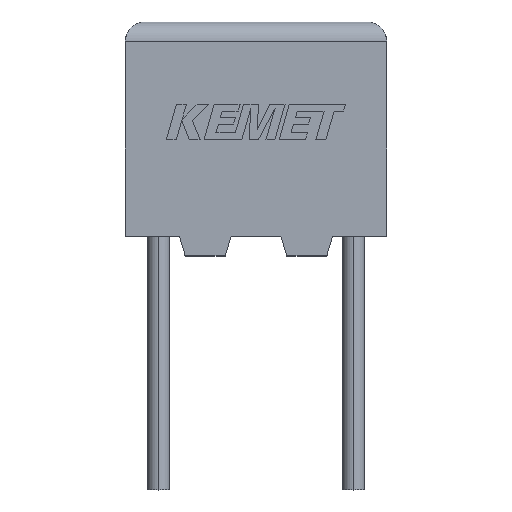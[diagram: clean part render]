
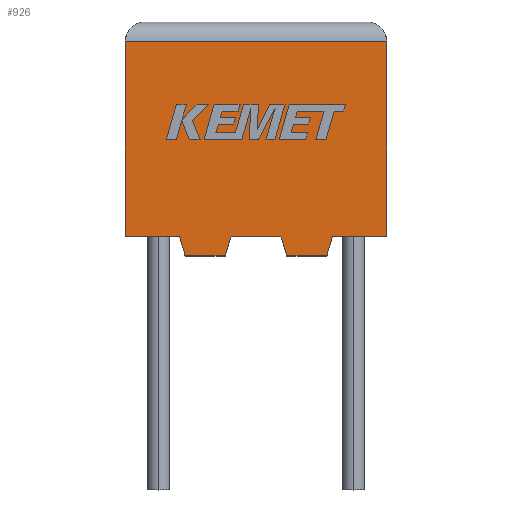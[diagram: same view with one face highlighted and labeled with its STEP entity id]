
A CAD part, top view. The second image highlights one B-rep face of the part: STEP entity #926.
In plain terms, the highlighted planar face has unit normal (0, 0, 1).
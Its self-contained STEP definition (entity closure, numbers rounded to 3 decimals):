
#10 = EDGE_CURVE ( 'NONE', #3083, #267, #1360, .T. ) ;
#51 = VERTEX_POINT ( 'NONE', #609 ) ;
#101 = CARTESIAN_POINT ( 'NONE',  ( 1.386, 0., 2. ) ) ;
#154 = VERTEX_POINT ( 'NONE', #1193 ) ;
#163 = ORIENTED_EDGE ( 'NONE', *, *, #2788, .T. ) ;
#226 = ORIENTED_EDGE ( 'NONE', *, *, #481, .T. ) ;
#267 = VERTEX_POINT ( 'NONE', #1446 ) ;
#296 = VECTOR ( 'NONE', #1679, 1000. ) ;
#314 = DIRECTION ( 'NONE',  ( 1., 0., 0. ) ) ;
#317 = DIRECTION ( 'NONE',  ( -1., 0., 0. ) ) ;
#330 = CARTESIAN_POINT ( 'NONE',  ( 2.561, -0.5, 2. ) ) ;
#340 = DIRECTION ( 'NONE',  ( -1., 0., 0. ) ) ;
#342 = VERTEX_POINT ( 'NONE', #1502 ) ;
#350 = CARTESIAN_POINT ( 'NONE',  ( 0., 0., 2. ) ) ;
#355 = VERTEX_POINT ( 'NONE', #3026 ) ;
#390 = CARTESIAN_POINT ( 'NONE',  ( 5.164, -0.5, 2. ) ) ;
#391 = VERTEX_POINT ( 'NONE', #1534 ) ;
#392 = ORIENTED_EDGE ( 'NONE', *, *, #948, .T. ) ;
#408 = VECTOR ( 'NONE', #2308, 1000. ) ;
#481 = EDGE_CURVE ( 'NONE', #2217, #391, #2157, .T. ) ;
#505 = VERTEX_POINT ( 'NONE', #934 ) ;
#513 = VECTOR ( 'NONE', #2360, 1000. ) ;
#568 = LINE ( 'NONE', #2292, #408 ) ;
#572 = ORIENTED_EDGE ( 'NONE', *, *, #953, .T. ) ;
#588 = LINE ( 'NONE', #601, #3166 ) ;
#601 = CARTESIAN_POINT ( 'NONE',  ( 4.139, -0.5, 2. ) ) ;
#609 = CARTESIAN_POINT ( 'NONE',  ( 5.164, -0.5, 2. ) ) ;
#673 = CARTESIAN_POINT ( 'NONE',  ( 5.314, 0., 2. ) ) ;
#704 = EDGE_CURVE ( 'NONE', #1930, #267, #588, .T. ) ;
#895 = VERTEX_POINT ( 'NONE', #2230 ) ;
#926 = ADVANCED_FACE ( 'NONE', ( #1188 ), #988, .F. ) ;
#934 = CARTESIAN_POINT ( 'NONE',  ( 5.314, 0., 2. ) ) ;
#948 = EDGE_CURVE ( 'NONE', #355, #2217, #568, .T. ) ;
#953 = EDGE_CURVE ( 'NONE', #391, #154, #1525, .T. ) ;
#965 = CARTESIAN_POINT ( 'NONE',  ( 0., 0., 2. ) ) ;
#988 = PLANE ( 'NONE',  #1859 ) ;
#1008 = ORIENTED_EDGE ( 'NONE', *, *, #2535, .T. ) ;
#1030 = VECTOR ( 'NONE', #314, 1000. ) ;
#1032 = CARTESIAN_POINT ( 'NONE',  ( 0., 0., 2. ) ) ;
#1044 = EDGE_CURVE ( 'NONE', #895, #342, #2103, .T. ) ;
#1120 = DIRECTION ( 'NONE',  ( 0.287, 0.958, 0. ) ) ;
#1138 = VECTOR ( 'NONE', #317, 1000. ) ;
#1188 = FACE_OUTER_BOUND ( 'NONE', #2557, .T. ) ;
#1193 = CARTESIAN_POINT ( 'NONE',  ( 1.536, -0.5, 2. ) ) ;
#1197 = CARTESIAN_POINT ( 'NONE',  ( 4.139, -0.5, 2. ) ) ;
#1222 = VECTOR ( 'NONE', #2936, 1000. ) ;
#1250 = ORIENTED_EDGE ( 'NONE', *, *, #1044, .T. ) ;
#1293 = CARTESIAN_POINT ( 'NONE',  ( 0., 5., 2. ) ) ;
#1296 = CARTESIAN_POINT ( 'NONE',  ( 2.561, -0.5, 2. ) ) ;
#1300 = DIRECTION ( 'NONE',  ( 0., 1., 0. ) ) ;
#1324 = VECTOR ( 'NONE', #1325, 1000. ) ;
#1325 = DIRECTION ( 'NONE',  ( 1., 0., 0. ) ) ;
#1360 = LINE ( 'NONE', #350, #1324 ) ;
#1414 = ORIENTED_EDGE ( 'NONE', *, *, #2107, .T. ) ;
#1446 = CARTESIAN_POINT ( 'NONE',  ( 3.989, 0., 2. ) ) ;
#1502 = CARTESIAN_POINT ( 'NONE',  ( 6.7, 5., 2. ) ) ;
#1524 = ORIENTED_EDGE ( 'NONE', *, *, #2023, .T. ) ;
#1525 = LINE ( 'NONE', #101, #2172 ) ;
#1534 = CARTESIAN_POINT ( 'NONE',  ( 1.386, 0., 2. ) ) ;
#1547 = DIRECTION ( 'NONE',  ( 0.287, -0.958, 0. ) ) ;
#1635 = CARTESIAN_POINT ( 'NONE',  ( 0., 0., 2. ) ) ;
#1667 = CARTESIAN_POINT ( 'NONE',  ( 2.711, 0., 2. ) ) ;
#1679 = DIRECTION ( 'NONE',  ( 1., 0., 0. ) ) ;
#1701 = VECTOR ( 'NONE', #1120, 1000. ) ;
#1745 = VECTOR ( 'NONE', #1300, 1000. ) ;
#1817 = CARTESIAN_POINT ( 'NONE',  ( 6.7, 0., 2. ) ) ;
#1852 = LINE ( 'NONE', #2540, #1030 ) ;
#1859 = AXIS2_PLACEMENT_3D ( 'NONE', #3033, #2568, #340 ) ;
#1913 = ORIENTED_EDGE ( 'NONE', *, *, #704, .F. ) ;
#1930 = VERTEX_POINT ( 'NONE', #1197 ) ;
#2023 = EDGE_CURVE ( 'NONE', #505, #895, #2260, .T. ) ;
#2060 = LINE ( 'NONE', #1293, #1138 ) ;
#2086 = LINE ( 'NONE', #1296, #1701 ) ;
#2103 = LINE ( 'NONE', #1817, #1745 ) ;
#2107 = EDGE_CURVE ( 'NONE', #2781, #3083, #2086, .T. ) ;
#2113 = EDGE_CURVE ( 'NONE', #51, #1930, #2618, .T. ) ;
#2157 = LINE ( 'NONE', #1635, #296 ) ;
#2172 = VECTOR ( 'NONE', #1547, 1000. ) ;
#2217 = VERTEX_POINT ( 'NONE', #965 ) ;
#2230 = CARTESIAN_POINT ( 'NONE',  ( 6.7, 0., 2. ) ) ;
#2260 = LINE ( 'NONE', #1032, #2698 ) ;
#2292 = CARTESIAN_POINT ( 'NONE',  ( 0., 0., 2. ) ) ;
#2308 = DIRECTION ( 'NONE',  ( 0., -1., 0. ) ) ;
#2360 = DIRECTION ( 'NONE',  ( -1., 0., 0. ) ) ;
#2452 = ORIENTED_EDGE ( 'NONE', *, *, #2582, .F. ) ;
#2535 = EDGE_CURVE ( 'NONE', #342, #355, #2060, .T. ) ;
#2540 = CARTESIAN_POINT ( 'NONE',  ( 1.536, -0.5, 2. ) ) ;
#2557 = EDGE_LOOP ( 'NONE', ( #1250, #1008, #392, #226, #572, #163, #1414, #3064, #1913, #2650, #2452, #1524 ) ) ;
#2568 = DIRECTION ( 'NONE',  ( 0., 0., -1. ) ) ;
#2582 = EDGE_CURVE ( 'NONE', #505, #51, #2629, .T. ) ;
#2618 = LINE ( 'NONE', #390, #513 ) ;
#2629 = LINE ( 'NONE', #673, #1222 ) ;
#2650 = ORIENTED_EDGE ( 'NONE', *, *, #2113, .F. ) ;
#2698 = VECTOR ( 'NONE', #2774, 1000. ) ;
#2774 = DIRECTION ( 'NONE',  ( 1., 0., 0. ) ) ;
#2781 = VERTEX_POINT ( 'NONE', #330 ) ;
#2788 = EDGE_CURVE ( 'NONE', #154, #2781, #1852, .T. ) ;
#2835 = DIRECTION ( 'NONE',  ( -0.287, 0.958, 0. ) ) ;
#2936 = DIRECTION ( 'NONE',  ( -0.287, -0.958, 0. ) ) ;
#3026 = CARTESIAN_POINT ( 'NONE',  ( 0., 5., 2. ) ) ;
#3033 = CARTESIAN_POINT ( 'NONE',  ( 0., 0., 2. ) ) ;
#3064 = ORIENTED_EDGE ( 'NONE', *, *, #10, .T. ) ;
#3083 = VERTEX_POINT ( 'NONE', #1667 ) ;
#3166 = VECTOR ( 'NONE', #2835, 1000. ) ;
